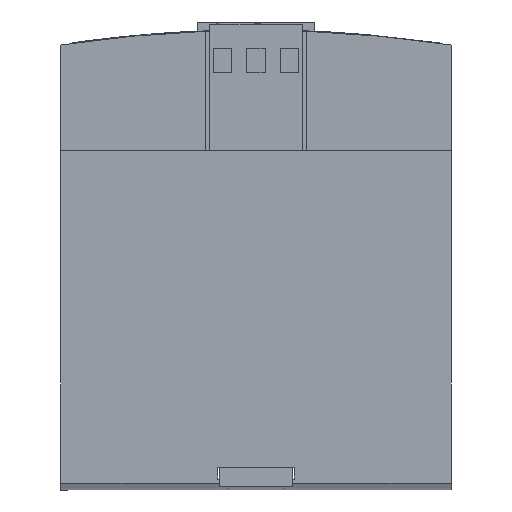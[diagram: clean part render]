
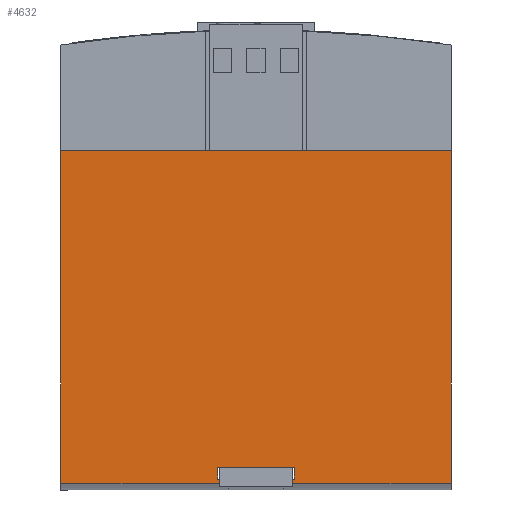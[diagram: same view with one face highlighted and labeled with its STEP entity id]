
A CAD part, front view. The second image highlights one B-rep face of the part: STEP entity #4632.
In plain terms, the highlighted planar face has unit normal (0, -1, 0).
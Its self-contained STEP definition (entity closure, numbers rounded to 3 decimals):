
#387 = PLANE ( 'NONE',  #6773 ) ;
#388 = CARTESIAN_POINT ( 'NONE',  ( 10.349, -21.648, -30.303 ) ) ;
#389 = DIRECTION ( 'NONE',  ( 0., 1., 0. ) ) ;
#390 = DIRECTION ( 'NONE',  ( 0., 0., -1. ) ) ;
#589 = FACE_OUTER_BOUND ( 'NONE', #7250, .T. ) ;
#975 = LINE ( 'NONE', #3239, #8555 ) ;
#977 = LINE ( 'NONE', #3246, #8562 ) ;
#986 = LINE ( 'NONE', #3264, #8592 ) ;
#987 = LINE ( 'NONE', #3266, #8596 ) ;
#988 = LINE ( 'NONE', #3268, #8599 ) ;
#989 = LINE ( 'NONE', #3270, #8602 ) ;
#990 = LINE ( 'NONE', #3272, #8606 ) ;
#991 = LINE ( 'NONE', #3274, #8609 ) ;
#992 = LINE ( 'NONE', #3276, #8612 ) ;
#993 = LINE ( 'NONE', #3278, #8615 ) ;
#994 = LINE ( 'NONE', #3280, #8619 ) ;
#1117 = CARTESIAN_POINT ( 'NONE',  ( 46.896, -21.648, -30.303 ) ) ;
#1118 = CARTESIAN_POINT ( 'NONE',  ( 10.349, -21.648, -30.303 ) ) ;
#1119 = CARTESIAN_POINT ( 'NONE',  ( 46.896, -21.648, -29.453 ) ) ;
#1120 = CARTESIAN_POINT ( 'NONE',  ( 44.507, -21.648, -29.453 ) ) ;
#3239 = CARTESIAN_POINT ( 'NONE',  ( 10.349, -21.648, -30.303 ) ) ;
#3240 = DIRECTION ( 'NONE',  ( 1., 0., 0. ) ) ;
#3246 = CARTESIAN_POINT ( 'NONE',  ( 44.507, -21.648, -29.453 ) ) ;
#3247 = DIRECTION ( 'NONE',  ( -1., 0., 0. ) ) ;
#3264 = CARTESIAN_POINT ( 'NONE',  ( 46.896, -21.648, -33.847 ) ) ;
#3265 = DIRECTION ( 'NONE',  ( 0., 0., 1. ) ) ;
#3266 = CARTESIAN_POINT ( 'NONE',  ( 44.507, -21.648, -29.453 ) ) ;
#3267 = DIRECTION ( 'NONE',  ( 0., 0., 1. ) ) ;
#3268 = CARTESIAN_POINT ( 'NONE',  ( 44.507, -21.648, -26.853 ) ) ;
#3269 = DIRECTION ( 'NONE',  ( 1., 0., 0. ) ) ;
#3270 = CARTESIAN_POINT ( 'NONE',  ( 61.19, -21.648, -29.453 ) ) ;
#3271 = DIRECTION ( 'NONE',  ( 0., 0., -1. ) ) ;
#3272 = CARTESIAN_POINT ( 'NONE',  ( 44.507, -21.648, -29.453 ) ) ;
#3273 = DIRECTION ( 'NONE',  ( -1., 0., 0. ) ) ;
#3274 = CARTESIAN_POINT ( 'NONE',  ( 58.802, -21.648, -33.847 ) ) ;
#3275 = DIRECTION ( 'NONE',  ( 0., 0., -1. ) ) ;
#3276 = CARTESIAN_POINT ( 'NONE',  ( 10.349, -21.648, -30.303 ) ) ;
#3277 = DIRECTION ( 'NONE',  ( 1., 0., 0. ) ) ;
#3278 = CARTESIAN_POINT ( 'NONE',  ( 95.349, -21.648, -30.303 ) ) ;
#3279 = DIRECTION ( 'NONE',  ( 0., 0., 1. ) ) ;
#3280 = CARTESIAN_POINT ( 'NONE',  ( 10.349, -21.648, -30.303 ) ) ;
#3281 = DIRECTION ( 'NONE',  ( 0., 0., 1. ) ) ;
#4151 = EDGE_CURVE ( 'NONE', #6023, #6029, #6168, .T. ) ;
#4632 = ADVANCED_FACE ( 'NONE', ( #589 ), #387, .F. ) ;
#4786 = VERTEX_POINT ( 'NONE', #6882 ) ;
#4787 = VERTEX_POINT ( 'NONE', #6883 ) ;
#4842 = VERTEX_POINT ( 'NONE', #6938 ) ;
#4843 = VERTEX_POINT ( 'NONE', #6939 ) ;
#4844 = VERTEX_POINT ( 'NONE', #6940 ) ;
#4845 = VERTEX_POINT ( 'NONE', #6941 ) ;
#5322 = VECTOR ( 'NONE', #12217, 1000. ) ;
#6023 = VERTEX_POINT ( 'NONE', #7045 ) ;
#6029 = VERTEX_POINT ( 'NONE', #7051 ) ;
#6168 = LINE ( 'NONE', #12216, #5322 ) ;
#6773 = AXIS2_PLACEMENT_3D ( 'NONE', #388, #389, #390 ) ;
#6882 = CARTESIAN_POINT ( 'NONE',  ( 44.507, -21.648, -26.853 ) ) ;
#6883 = CARTESIAN_POINT ( 'NONE',  ( 61.19, -21.648, -26.853 ) ) ;
#6938 = CARTESIAN_POINT ( 'NONE',  ( 95.349, -21.648, -30.303 ) ) ;
#6939 = CARTESIAN_POINT ( 'NONE',  ( 58.802, -21.648, -30.303 ) ) ;
#6940 = CARTESIAN_POINT ( 'NONE',  ( 61.19, -21.648, -29.453 ) ) ;
#6941 = CARTESIAN_POINT ( 'NONE',  ( 58.802, -21.648, -29.453 ) ) ;
#7045 = CARTESIAN_POINT ( 'NONE',  ( 10.349, -21.648, 41.997 ) ) ;
#7051 = CARTESIAN_POINT ( 'NONE',  ( 95.349, -21.648, 41.997 ) ) ;
#7250 = EDGE_LOOP ( 'NONE', ( #8546, #8548, #8547, #8550, #8553, #8551, #8554, #8556, #8557, #8559, #8560, #8561 ) ) ;
#7884 = VERTEX_POINT ( 'NONE', #1117 ) ;
#7885 = VERTEX_POINT ( 'NONE', #1118 ) ;
#7886 = VERTEX_POINT ( 'NONE', #1119 ) ;
#7887 = VERTEX_POINT ( 'NONE', #1120 ) ;
#8546 = ORIENTED_EDGE ( 'NONE', *, *, #9245, .T. ) ;
#8547 = ORIENTED_EDGE ( 'NONE', *, *, #9248, .T. ) ;
#8548 = ORIENTED_EDGE ( 'NONE', *, *, #9257, .T. ) ;
#8550 = ORIENTED_EDGE ( 'NONE', *, *, #9258, .T. ) ;
#8551 = ORIENTED_EDGE ( 'NONE', *, *, #9260, .T. ) ;
#8553 = ORIENTED_EDGE ( 'NONE', *, *, #9259, .T. ) ;
#8554 = ORIENTED_EDGE ( 'NONE', *, *, #9261, .T. ) ;
#8555 = VECTOR ( 'NONE', #3240, 1000. ) ;
#8556 = ORIENTED_EDGE ( 'NONE', *, *, #9262, .T. ) ;
#8557 = ORIENTED_EDGE ( 'NONE', *, *, #9263, .T. ) ;
#8559 = ORIENTED_EDGE ( 'NONE', *, *, #9264, .T. ) ;
#8560 = ORIENTED_EDGE ( 'NONE', *, *, #4151, .F. ) ;
#8561 = ORIENTED_EDGE ( 'NONE', *, *, #9265, .F. ) ;
#8562 = VECTOR ( 'NONE', #3247, 1000. ) ;
#8592 = VECTOR ( 'NONE', #3265, 1000. ) ;
#8596 = VECTOR ( 'NONE', #3267, 1000. ) ;
#8599 = VECTOR ( 'NONE', #3269, 1000. ) ;
#8602 = VECTOR ( 'NONE', #3271, 1000. ) ;
#8606 = VECTOR ( 'NONE', #3273, 1000. ) ;
#8609 = VECTOR ( 'NONE', #3275, 1000. ) ;
#8612 = VECTOR ( 'NONE', #3277, 1000. ) ;
#8615 = VECTOR ( 'NONE', #3279, 1000. ) ;
#8619 = VECTOR ( 'NONE', #3281, 1000. ) ;
#9245 = EDGE_CURVE ( 'NONE', #7885, #7884, #975, .T. ) ;
#9248 = EDGE_CURVE ( 'NONE', #7886, #7887, #977, .T. ) ;
#9257 = EDGE_CURVE ( 'NONE', #7884, #7886, #986, .T. ) ;
#9258 = EDGE_CURVE ( 'NONE', #7887, #4786, #987, .T. ) ;
#9259 = EDGE_CURVE ( 'NONE', #4786, #4787, #988, .T. ) ;
#9260 = EDGE_CURVE ( 'NONE', #4787, #4844, #989, .T. ) ;
#9261 = EDGE_CURVE ( 'NONE', #4844, #4845, #990, .T. ) ;
#9262 = EDGE_CURVE ( 'NONE', #4845, #4843, #991, .T. ) ;
#9263 = EDGE_CURVE ( 'NONE', #4843, #4842, #992, .T. ) ;
#9264 = EDGE_CURVE ( 'NONE', #4842, #6029, #993, .T. ) ;
#9265 = EDGE_CURVE ( 'NONE', #7885, #6023, #994, .T. ) ;
#12216 = CARTESIAN_POINT ( 'NONE',  ( 10.349, -21.648, 41.997 ) ) ;
#12217 = DIRECTION ( 'NONE',  ( 1., 0., 0. ) ) ;
